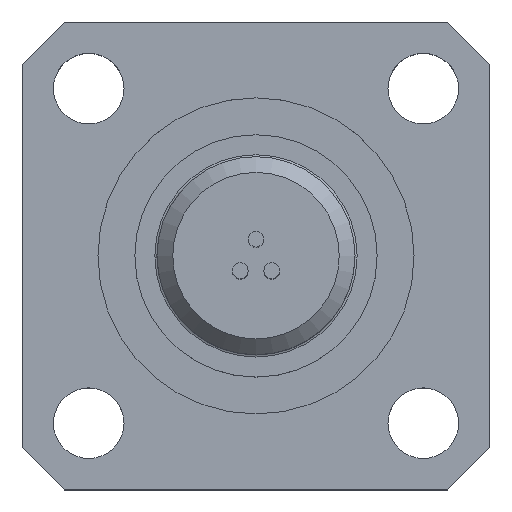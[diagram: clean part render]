
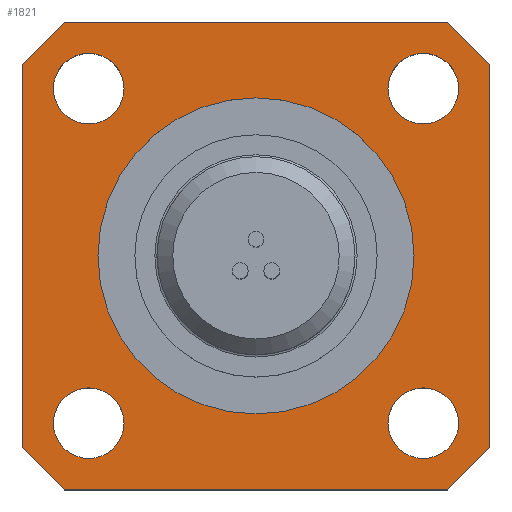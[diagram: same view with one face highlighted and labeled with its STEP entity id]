
A CAD part, top view. The second image highlights one B-rep face of the part: STEP entity #1821.
In plain terms, the highlighted planar face has unit normal (0, 0, 1).
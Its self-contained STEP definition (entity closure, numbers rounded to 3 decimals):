
#171=FACE_BOUND($,#385,.T.);
#172=FACE_BOUND($,#386,.T.);
#173=FACE_BOUND($,#387,.T.);
#174=FACE_BOUND($,#388,.T.);
#175=FACE_BOUND($,#389,.T.);
#222=CIRCLE($,#1947,15.);
#223=CIRCLE($,#1948,3.35);
#224=CIRCLE($,#1949,3.35);
#225=CIRCLE($,#1950,3.35);
#226=CIRCLE($,#1951,3.35);
#268=FACE_OUTER_BOUND($,#384,.T.);
#384=EDGE_LOOP($,(#1285,#1286,#1287,#1288,#1289,#1290,#1291,#1292));
#385=EDGE_LOOP($,(#1293));
#386=EDGE_LOOP($,(#1294));
#387=EDGE_LOOP($,(#1295));
#388=EDGE_LOOP($,(#1296));
#389=EDGE_LOOP($,(#1297));
#534=LINE($,#2453,#672);
#540=LINE($,#2464,#678);
#547=LINE($,#2490,#685);
#550=LINE($,#2495,#688);
#552=LINE($,#2499,#690);
#554=LINE($,#2503,#692);
#556=LINE($,#2506,#694);
#557=LINE($,#2507,#695);
#672=VECTOR($,#2063,5.657);
#678=VECTOR($,#2071,36.4);
#685=VECTOR($,#2092,5.657);
#688=VECTOR($,#2097,36.4);
#690=VECTOR($,#2101,5.657);
#692=VECTOR($,#2105,5.657);
#694=VECTOR($,#2109,36.4);
#695=VECTOR($,#2110,36.4);
#810=VERTEX_POINT($,#2451);
#811=VERTEX_POINT($,#2452);
#815=VERTEX_POINT($,#2462);
#826=VERTEX_POINT($,#2488);
#827=VERTEX_POINT($,#2489);
#828=VERTEX_POINT($,#2494);
#829=VERTEX_POINT($,#2498);
#830=VERTEX_POINT($,#2502);
#831=VERTEX_POINT($,#2508);
#832=VERTEX_POINT($,#2510);
#833=VERTEX_POINT($,#2512);
#834=VERTEX_POINT($,#2514);
#835=VERTEX_POINT($,#2516);
#993=EDGE_CURVE($,#810,#811,#534,.T.);
#999=EDGE_CURVE($,#815,#810,#540,.T.);
#1011=EDGE_CURVE($,#826,#827,#547,.T.);
#1014=EDGE_CURVE($,#827,#828,#550,.T.);
#1016=EDGE_CURVE($,#828,#829,#552,.T.);
#1018=EDGE_CURVE($,#830,#815,#554,.T.);
#1020=EDGE_CURVE($,#829,#830,#556,.T.);
#1021=EDGE_CURVE($,#811,#826,#557,.T.);
#1022=EDGE_CURVE($,#831,#831,#222,.T.);
#1023=EDGE_CURVE($,#832,#832,#223,.T.);
#1024=EDGE_CURVE($,#833,#833,#224,.T.);
#1025=EDGE_CURVE($,#834,#834,#225,.T.);
#1026=EDGE_CURVE($,#835,#835,#226,.T.);
#1285=ORIENTED_EDGE($,*,*,#993,.F.);
#1286=ORIENTED_EDGE($,*,*,#999,.F.);
#1287=ORIENTED_EDGE($,*,*,#1018,.F.);
#1288=ORIENTED_EDGE($,*,*,#1020,.F.);
#1289=ORIENTED_EDGE($,*,*,#1016,.F.);
#1290=ORIENTED_EDGE($,*,*,#1014,.F.);
#1291=ORIENTED_EDGE($,*,*,#1011,.F.);
#1292=ORIENTED_EDGE($,*,*,#1021,.F.);
#1293=ORIENTED_EDGE($,*,*,#1022,.T.);
#1294=ORIENTED_EDGE($,*,*,#1023,.T.);
#1295=ORIENTED_EDGE($,*,*,#1024,.T.);
#1296=ORIENTED_EDGE($,*,*,#1025,.T.);
#1297=ORIENTED_EDGE($,*,*,#1026,.T.);
#1765=PLANE($,#1946);
#1821=ADVANCED_FACE($,(#268,#171,#172,#173,#174,#175),#1765,.T.);
#1946=AXIS2_PLACEMENT_3D($,#2505,#2107,#2108);
#1947=AXIS2_PLACEMENT_3D($,#2509,#2111,#2112);
#1948=AXIS2_PLACEMENT_3D($,#2511,#2113,#2114);
#1949=AXIS2_PLACEMENT_3D($,#2513,#2115,#2116);
#1950=AXIS2_PLACEMENT_3D($,#2515,#2117,#2118);
#1951=AXIS2_PLACEMENT_3D($,#2517,#2119,#2120);
#2063=DIRECTION($,(0.707,0.707,0.));
#2071=DIRECTION($,(0.,1.,0.));
#2092=DIRECTION($,(0.707,-0.707,0.));
#2097=DIRECTION($,(0.,-1.,0.));
#2101=DIRECTION($,(-0.707,-0.707,0.));
#2105=DIRECTION($,(-0.707,0.707,0.));
#2107=DIRECTION('center_axis',(0.,0.,1.));
#2108=DIRECTION('ref_axis',(1.,0.,0.));
#2109=DIRECTION($,(-1.,0.,0.));
#2110=DIRECTION($,(1.,0.,0.));
#2111=DIRECTION('center_axis',(0.,0.,-1.));
#2112=DIRECTION('ref_axis',(-1.,0.,0.));
#2113=DIRECTION('center_axis',(0.,0.,-1.));
#2114=DIRECTION('ref_axis',(1.,0.,0.));
#2115=DIRECTION('center_axis',(0.,0.,-1.));
#2116=DIRECTION('ref_axis',(0.,1.,0.));
#2117=DIRECTION('center_axis',(0.,0.,-1.));
#2118=DIRECTION('ref_axis',(-1.,0.,0.));
#2119=DIRECTION('center_axis',(0.,0.,-1.));
#2120=DIRECTION('ref_axis',(0.,-1.,0.));
#2451=CARTESIAN_POINT('',(-22.2,18.2,9.5));
#2452=CARTESIAN_POINT('',(-18.2,22.2,9.5));
#2453=CARTESIAN_POINT($,(-20.2,20.2,9.5));
#2462=CARTESIAN_POINT('',(-22.2,-18.2,9.5));
#2464=CARTESIAN_POINT($,(-22.2,-22.2,9.5));
#2488=CARTESIAN_POINT('',(18.2,22.2,9.5));
#2489=CARTESIAN_POINT('',(22.2,18.2,9.5));
#2490=CARTESIAN_POINT($,(20.2,20.2,9.5));
#2494=CARTESIAN_POINT('',(22.2,-18.2,9.5));
#2495=CARTESIAN_POINT($,(22.2,22.2,9.5));
#2498=CARTESIAN_POINT('',(18.2,-22.2,9.5));
#2499=CARTESIAN_POINT($,(20.2,-20.2,9.5));
#2502=CARTESIAN_POINT('',(-18.2,-22.2,9.5));
#2503=CARTESIAN_POINT($,(-20.2,-20.2,9.5));
#2505=CARTESIAN_POINT('Origin',(0.,0.,9.5));
#2506=CARTESIAN_POINT($,(22.2,-22.2,9.5));
#2507=CARTESIAN_POINT($,(-22.2,22.2,9.5));
#2508=CARTESIAN_POINT('',(15.,0.,9.5));
#2509=CARTESIAN_POINT('Origin',(0.,0.,9.5));
#2510=CARTESIAN_POINT('',(12.525,15.875,9.5));
#2511=CARTESIAN_POINT('Origin',(15.875,15.875,9.5));
#2512=CARTESIAN_POINT('',(-15.875,12.525,9.5));
#2513=CARTESIAN_POINT('Origin',(-15.875,15.875,9.5));
#2514=CARTESIAN_POINT('',(-12.525,-15.875,9.5));
#2515=CARTESIAN_POINT('Origin',(-15.875,-15.875,9.5));
#2516=CARTESIAN_POINT('',(15.875,-12.525,9.5));
#2517=CARTESIAN_POINT('Origin',(15.875,-15.875,9.5));
